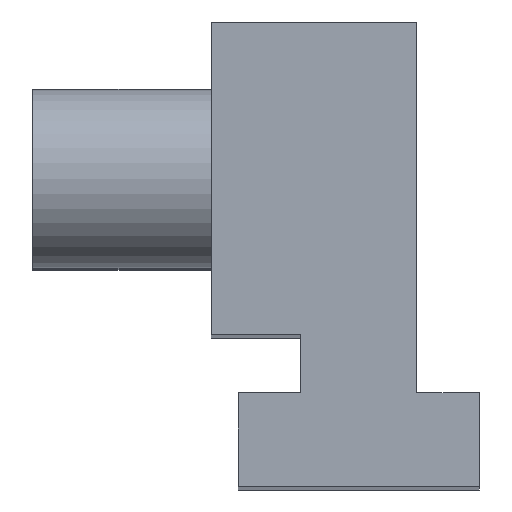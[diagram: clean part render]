
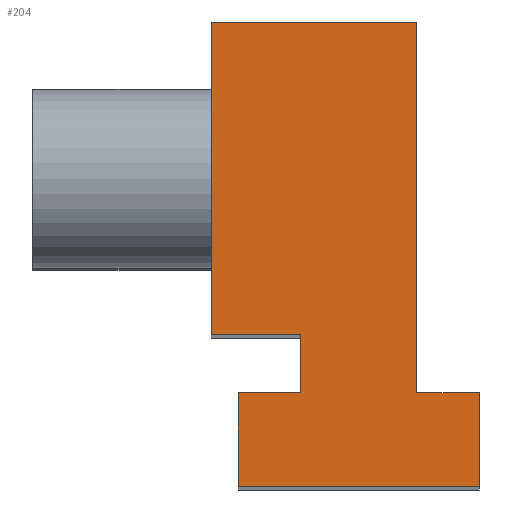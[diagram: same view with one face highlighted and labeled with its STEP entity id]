
A CAD part, top view. The second image highlights one B-rep face of the part: STEP entity #204.
In plain terms, the highlighted planar face has unit normal (0, 0, 1).
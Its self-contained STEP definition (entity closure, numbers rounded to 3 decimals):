
#24 = VERTEX_POINT('',#25);
#25 = CARTESIAN_POINT('',(-3.3,3.4,45.));
#31 = EDGE_CURVE('',#24,#32,#34,.T.);
#32 = VERTEX_POINT('',#33);
#33 = CARTESIAN_POINT('',(-3.3,10.4,45.));
#34 = LINE('',#35,#36);
#35 = CARTESIAN_POINT('',(-3.3,3.4,45.));
#36 = VECTOR('',#37,1.);
#37 = DIRECTION('',(0.,1.,0.));
#106 = EDGE_CURVE('',#24,#107,#109,.T.);
#107 = VERTEX_POINT('',#108);
#108 = CARTESIAN_POINT('',(-1.3,3.4,45.));
#109 = LINE('',#110,#111);
#110 = CARTESIAN_POINT('',(-3.3,3.4,45.));
#111 = VECTOR('',#112,1.);
#112 = DIRECTION('',(1.,0.,0.));
#204 = ADVANCED_FACE('',(#205),#271,.T.);
#205 = FACE_BOUND('',#206,.F.);
#206 = EDGE_LOOP('',(#207,#208,#216,#224,#232,#240,#248,#256,#264,#270)
  );
#207 = ORIENTED_EDGE('',*,*,#31,.T.);
#208 = ORIENTED_EDGE('',*,*,#209,.T.);
#209 = EDGE_CURVE('',#32,#210,#212,.T.);
#210 = VERTEX_POINT('',#211);
#211 = CARTESIAN_POINT('',(1.3,10.4,45.));
#212 = LINE('',#213,#214);
#213 = CARTESIAN_POINT('',(-3.3,10.4,45.));
#214 = VECTOR('',#215,1.);
#215 = DIRECTION('',(1.,0.,0.));
#216 = ORIENTED_EDGE('',*,*,#217,.F.);
#217 = EDGE_CURVE('',#218,#210,#220,.T.);
#218 = VERTEX_POINT('',#219);
#219 = CARTESIAN_POINT('',(1.3,2.1,45.));
#220 = LINE('',#221,#222);
#221 = CARTESIAN_POINT('',(1.3,2.1,45.));
#222 = VECTOR('',#223,1.);
#223 = DIRECTION('',(0.,1.,0.));
#224 = ORIENTED_EDGE('',*,*,#225,.T.);
#225 = EDGE_CURVE('',#218,#226,#228,.T.);
#226 = VERTEX_POINT('',#227);
#227 = CARTESIAN_POINT('',(2.7,2.1,45.));
#228 = LINE('',#229,#230);
#229 = CARTESIAN_POINT('',(1.3,2.1,45.));
#230 = VECTOR('',#231,1.);
#231 = DIRECTION('',(1.,0.,0.));
#232 = ORIENTED_EDGE('',*,*,#233,.T.);
#233 = EDGE_CURVE('',#226,#234,#236,.T.);
#234 = VERTEX_POINT('',#235);
#235 = CARTESIAN_POINT('',(2.7,0.,45.));
#236 = LINE('',#237,#238);
#237 = CARTESIAN_POINT('',(2.7,2.1,45.));
#238 = VECTOR('',#239,1.);
#239 = DIRECTION('',(0.,-1.,0.));
#240 = ORIENTED_EDGE('',*,*,#241,.T.);
#241 = EDGE_CURVE('',#234,#242,#244,.T.);
#242 = VERTEX_POINT('',#243);
#243 = CARTESIAN_POINT('',(-2.7,0.,45.));
#244 = LINE('',#245,#246);
#245 = CARTESIAN_POINT('',(2.7,0.,45.));
#246 = VECTOR('',#247,1.);
#247 = DIRECTION('',(-1.,0.,0.));
#248 = ORIENTED_EDGE('',*,*,#249,.T.);
#249 = EDGE_CURVE('',#242,#250,#252,.T.);
#250 = VERTEX_POINT('',#251);
#251 = CARTESIAN_POINT('',(-2.7,2.1,45.));
#252 = LINE('',#253,#254);
#253 = CARTESIAN_POINT('',(-2.7,0.,45.));
#254 = VECTOR('',#255,1.);
#255 = DIRECTION('',(0.,1.,0.));
#256 = ORIENTED_EDGE('',*,*,#257,.F.);
#257 = EDGE_CURVE('',#258,#250,#260,.T.);
#258 = VERTEX_POINT('',#259);
#259 = CARTESIAN_POINT('',(-1.3,2.1,45.));
#260 = LINE('',#261,#262);
#261 = CARTESIAN_POINT('',(-1.3,2.1,45.));
#262 = VECTOR('',#263,1.);
#263 = DIRECTION('',(-1.,0.,0.));
#264 = ORIENTED_EDGE('',*,*,#265,.F.);
#265 = EDGE_CURVE('',#107,#258,#266,.T.);
#266 = LINE('',#267,#268);
#267 = CARTESIAN_POINT('',(-1.3,3.4,45.));
#268 = VECTOR('',#269,1.);
#269 = DIRECTION('',(0.,-1.,0.));
#270 = ORIENTED_EDGE('',*,*,#106,.F.);
#271 = PLANE('',#272);
#272 = AXIS2_PLACEMENT_3D('',#273,#274,#275);
#273 = CARTESIAN_POINT('',(-0.652,4.738,45.));
#274 = DIRECTION('',(0.,0.,1.));
#275 = DIRECTION('',(1.,0.,0.));
